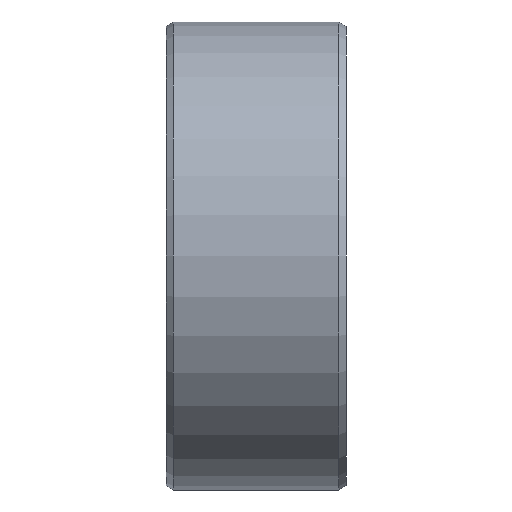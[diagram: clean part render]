
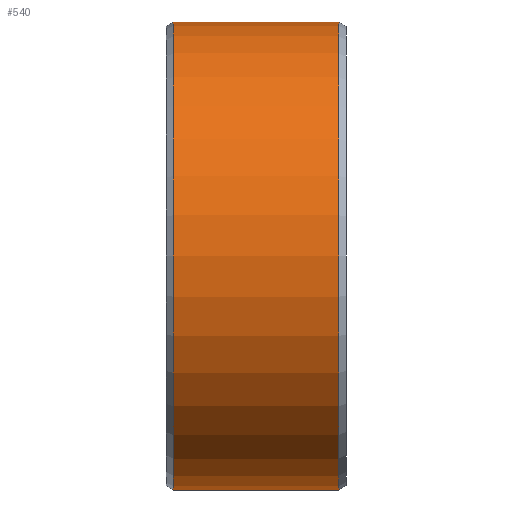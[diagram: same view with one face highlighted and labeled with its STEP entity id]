
A CAD part, left-side view. The second image highlights one B-rep face of the part: STEP entity #540.
In plain terms, the highlighted cylindrical face has radius 6.5 mm (diameter 13 mm), a partial arc.
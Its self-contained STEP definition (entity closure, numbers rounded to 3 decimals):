
#79 = CIRCLE ( 'NONE', #6320, 6.5 ) ;
#181 = ORIENTED_EDGE ( 'NONE', *, *, #5356, .T. ) ;
#311 = VERTEX_POINT ( 'NONE', #2147 ) ;
#366 = VERTEX_POINT ( 'NONE', #2316 ) ;
#396 = VERTEX_POINT ( 'NONE', #2768 ) ;
#514 = LINE ( 'NONE', #5016, #2420 ) ;
#540 = ADVANCED_FACE ( 'NONE', ( #5015 ), #1628, .T. ) ;
#676 = ORIENTED_EDGE ( 'NONE', *, *, #2440, .F. ) ;
#707 = DIRECTION ( 'NONE',  ( 0., -1., 0. ) ) ;
#1188 = CARTESIAN_POINT ( 'NONE',  ( 0., -2.292, 0. ) ) ;
#1193 = CARTESIAN_POINT ( 'NONE',  ( 0., 2.292, 0. ) ) ;
#1465 = DIRECTION ( 'NONE',  ( 0., -1., 0. ) ) ;
#1628 = CYLINDRICAL_SURFACE ( 'NONE', #3476, 6.5 ) ;
#1643 = DIRECTION ( 'NONE',  ( 0., 1., 0. ) ) ;
#1883 = CIRCLE ( 'NONE', #5458, 6.5 ) ;
#2039 = CARTESIAN_POINT ( 'NONE',  ( 0., 2.5, 0. ) ) ;
#2147 = CARTESIAN_POINT ( 'NONE',  ( 0., 2.292, 6.5 ) ) ;
#2316 = CARTESIAN_POINT ( 'NONE',  ( 0., -2.292, 6.5 ) ) ;
#2368 = DIRECTION ( 'NONE',  ( 0., -1., 0. ) ) ;
#2420 = VECTOR ( 'NONE', #1465, 1000. ) ;
#2440 = EDGE_CURVE ( 'NONE', #396, #311, #1883, .T. ) ;
#2768 = CARTESIAN_POINT ( 'NONE',  ( 0., 2.292, -6.5 ) ) ;
#3133 = ORIENTED_EDGE ( 'NONE', *, *, #4764, .F. ) ;
#3348 = CARTESIAN_POINT ( 'NONE',  ( 0., 2.5, 6.5 ) ) ;
#3476 = AXIS2_PLACEMENT_3D ( 'NONE', #2039, #707, #4014 ) ;
#3692 = DIRECTION ( 'NONE',  ( 0., 0., 1. ) ) ;
#4014 = DIRECTION ( 'NONE',  ( 0., 0., -1. ) ) ;
#4243 = ORIENTED_EDGE ( 'NONE', *, *, #6247, .T. ) ;
#4267 = VECTOR ( 'NONE', #2368, 1000. ) ;
#4409 = VERTEX_POINT ( 'NONE', #5120 ) ;
#4764 = EDGE_CURVE ( 'NONE', #311, #366, #4824, .T. ) ;
#4824 = LINE ( 'NONE', #3348, #4267 ) ;
#5015 = FACE_OUTER_BOUND ( 'NONE', #5072, .T. ) ;
#5016 = CARTESIAN_POINT ( 'NONE',  ( 0., 2.5, -6.5 ) ) ;
#5062 = DIRECTION ( 'NONE',  ( 0., 0., 1. ) ) ;
#5072 = EDGE_LOOP ( 'NONE', ( #3133, #676, #181, #4243 ) ) ;
#5120 = CARTESIAN_POINT ( 'NONE',  ( 0., -2.292, -6.5 ) ) ;
#5356 = EDGE_CURVE ( 'NONE', #396, #4409, #514, .T. ) ;
#5458 = AXIS2_PLACEMENT_3D ( 'NONE', #1193, #5601, #3692 ) ;
#5601 = DIRECTION ( 'NONE',  ( 0., 1., 0. ) ) ;
#6247 = EDGE_CURVE ( 'NONE', #4409, #366, #79, .T. ) ;
#6320 = AXIS2_PLACEMENT_3D ( 'NONE', #1188, #1643, #5062 ) ;
